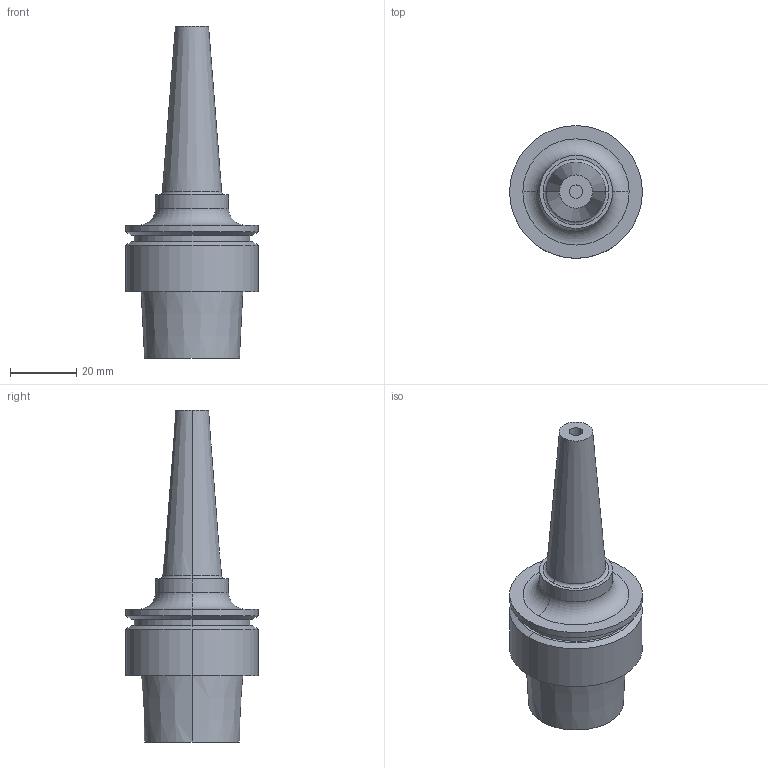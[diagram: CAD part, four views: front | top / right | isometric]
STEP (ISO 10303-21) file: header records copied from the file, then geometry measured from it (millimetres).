
FILE_DESCRIPTION (( 'STEP AP203' ), '1' );
FILE_NAME ('STP-39084-E.STEP', '2019-05-06T06:40:12', ( '' ), ( '' ), 'SwSTEP 2.0', 'SolidWorks 2017', '' );
FILE_SCHEMA (( 'CONFIG_CONTROL_DESIGN' ));
Length unit declared in the file: millimetre
Products named in the file (1): STP-39084-E
Bounding box: 40 x 40 x 100 mm (x, y, z)
Volume: 37932.2 mm3; surface area: 12490.8 mm2
Topology: 1 solids, 1 shells, 49 faces, 96 edges, 58 vertices
Faces by surface type: cylinder 20, cone 12, plane 11, torus 6
Entity records: 1347 total; most frequent: DIRECTION 260, CARTESIAN_POINT 204, ORIENTED_EDGE 192, AXIS2_PLACEMENT_3D 114, EDGE_CURVE 96, CIRCLE 64, EDGE_LOOP 58, VERTEX_POINT 58
